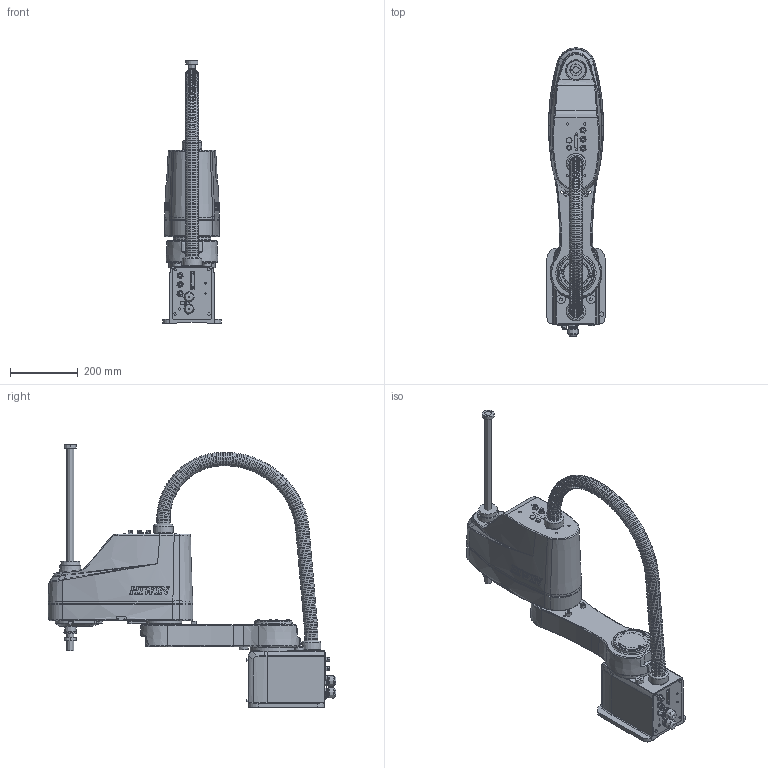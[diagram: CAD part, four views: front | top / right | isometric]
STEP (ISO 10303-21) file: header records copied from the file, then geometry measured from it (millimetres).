
FILE_DESCRIPTION(/* description */ (''),/* implementation_level */ '2;1');
FILE_NAME(/* name */ 'RS410-600-400-LU.stp',/* time_stamp */ '2020-08-03T13:31:44+08:00',/* author */ ('jack_chao'),/* organization */ (''),/* preprocessor_version */ 'ST-DEVELOPER v18.1',/* originating_system */ 'Autodesk Inventor 2020',/* authorisation */ '');
FILE_SCHEMA (('AUTOMOTIVE_DESIGN { 1 0 10303 214 3 1 1 }'));
Products named in the file (5): RS410-600-400-LU; RS410-1; A1; B-600; pipe-600
Assembly tree (4 placements, depth 2):
  RS410-600-400-LU
    RS410-1
    A1
    B-600
    pipe-600
Bounding box: 172 x 850.56 x 777 mm (x, y, z)
Volume: 22169990.6 mm3; surface area: 1507233.6 mm2
Topology: 86 solids, 86 shells, 3304 faces, 7950 edges, 5198 vertices
Faces by surface type: plane 1583, cylinder 825, cone 349, bspline 339, torus 182, sphere 26
Full cylindrical faces by diameter (mm): 2.6 x4, 3 x2, 3.242 x8, 3.3 x10, 4 x33, 4.5 x8, 5.4 x2, 5.5 x20, 6 x2, 7 x61, 8.376 x6, 9 x8, 10 x8, 10.4 x1, 10.8 x1, 11 x8, 11.5 x12, 12 x16, 14 x6, 14.55 x2, 15 x1, 15.8 x1, 16 x4, 17.4 x3, 17.9 x1, 20 x2, 22.52 x8, 25.6 x2, 26 x3, 26.2 x2
Entity records: 181403 total; most frequent: CARTESIAN_POINT 102114, ORIENTED_EDGE 15780, DIRECTION 15767, EDGE_CURVE 7890, AXIS2_PLACEMENT_3D 6248, VERTEX_POINT 5198, EDGE_LOOP 3812, FACE_OUTER_BOUND 3304
